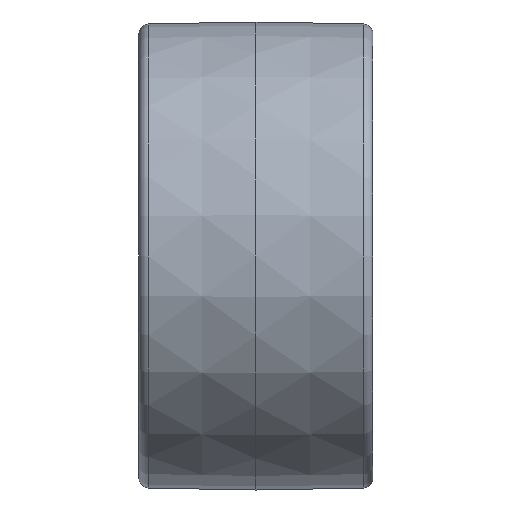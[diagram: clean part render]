
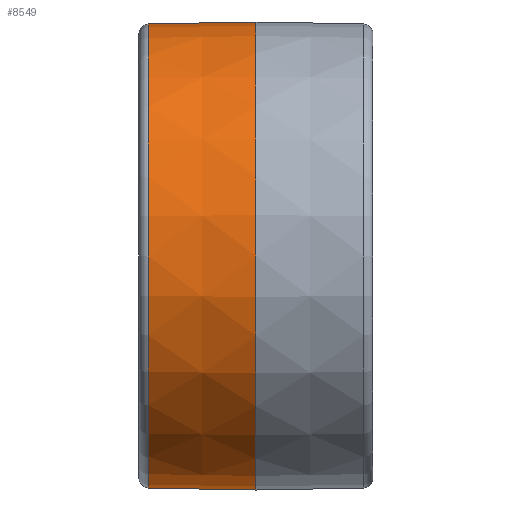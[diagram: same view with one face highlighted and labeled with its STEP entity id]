
A CAD part, left-side view. The second image highlights one B-rep face of the part: STEP entity #8549.
In plain terms, the highlighted conical face has half-angle 1 degrees and reference radius 6.35 mm.
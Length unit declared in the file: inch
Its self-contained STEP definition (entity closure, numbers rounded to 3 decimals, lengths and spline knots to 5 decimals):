
#393 = CIRCLE ( 'NONE', #5045, 0.25 ) ;
#451 = DIRECTION ( 'NONE',  ( 0., -1., 0. ) ) ;
#533 = ORIENTED_EDGE ( 'NONE', *, *, #1135, .T. ) ;
#770 = VERTEX_POINT ( 'NONE', #924 ) ;
#890 = CIRCLE ( 'NONE', #4603, 0.24799 ) ;
#924 = CARTESIAN_POINT ( 'NONE',  ( 0., 0., -0.25 ) ) ;
#981 = VERTEX_POINT ( 'NONE', #6379 ) ;
#989 = DIRECTION ( 'NONE',  ( 0., -1., 0. ) ) ;
#1091 = AXIS2_PLACEMENT_3D ( 'NONE', #7079, #451, #2675 ) ;
#1135 = EDGE_CURVE ( 'NONE', #770, #1573, #393, .T. ) ;
#1452 = LINE ( 'NONE', #8131, #8136 ) ;
#1481 = CARTESIAN_POINT ( 'NONE',  ( 0., 0., 0. ) ) ;
#1499 = DIRECTION ( 'NONE',  ( 0., -1., -0.017 ) ) ;
#1573 = VERTEX_POINT ( 'NONE', #9252 ) ;
#2010 = EDGE_CURVE ( 'NONE', #4972, #981, #890, .T. ) ;
#2254 = DIRECTION ( 'NONE',  ( 0., 1., 0. ) ) ;
#2359 = ORIENTED_EDGE ( 'NONE', *, *, #2938, .F. ) ;
#2675 = DIRECTION ( 'NONE',  ( 0., 0., 1. ) ) ;
#2938 = EDGE_CURVE ( 'NONE', #4972, #1573, #5839, .T. ) ;
#2980 = DIRECTION ( 'NONE',  ( 0., -1., 0.017 ) ) ;
#3323 = EDGE_LOOP ( 'NONE', ( #2359, #5644, #8753, #533 ) ) ;
#4337 = VECTOR ( 'NONE', #2980, 39.37008 ) ;
#4603 = AXIS2_PLACEMENT_3D ( 'NONE', #7028, #989, #8350 ) ;
#4820 = EDGE_CURVE ( 'NONE', #981, #770, #1452, .T. ) ;
#4972 = VERTEX_POINT ( 'NONE', #8970 ) ;
#5045 = AXIS2_PLACEMENT_3D ( 'NONE', #1481, #2254, #7474 ) ;
#5644 = ORIENTED_EDGE ( 'NONE', *, *, #2010, .T. ) ;
#5839 = LINE ( 'NONE', #8528, #4337 ) ;
#6379 = CARTESIAN_POINT ( 'NONE',  ( 0., 0.11517, -0.24799 ) ) ;
#7028 = CARTESIAN_POINT ( 'NONE',  ( 0., 0.11517, 0. ) ) ;
#7079 = CARTESIAN_POINT ( 'NONE',  ( 0., 0., 0. ) ) ;
#7474 = DIRECTION ( 'NONE',  ( 0., 0., 1. ) ) ;
#7908 = FACE_OUTER_BOUND ( 'NONE', #3323, .T. ) ;
#8131 = CARTESIAN_POINT ( 'NONE',  ( 0., 0., -0.25 ) ) ;
#8136 = VECTOR ( 'NONE', #1499, 39.37008 ) ;
#8350 = DIRECTION ( 'NONE',  ( 0., 0., -1. ) ) ;
#8357 = CONICAL_SURFACE ( 'NONE', #1091, 0.25, 0.017 ) ;
#8528 = CARTESIAN_POINT ( 'NONE',  ( 0., 0., 0.25 ) ) ;
#8549 = ADVANCED_FACE ( 'NONE', ( #7908 ), #8357, .T. ) ;
#8753 = ORIENTED_EDGE ( 'NONE', *, *, #4820, .T. ) ;
#8970 = CARTESIAN_POINT ( 'NONE',  ( 0., 0.11517, 0.24799 ) ) ;
#9252 = CARTESIAN_POINT ( 'NONE',  ( 0., 0., 0.25 ) ) ;
